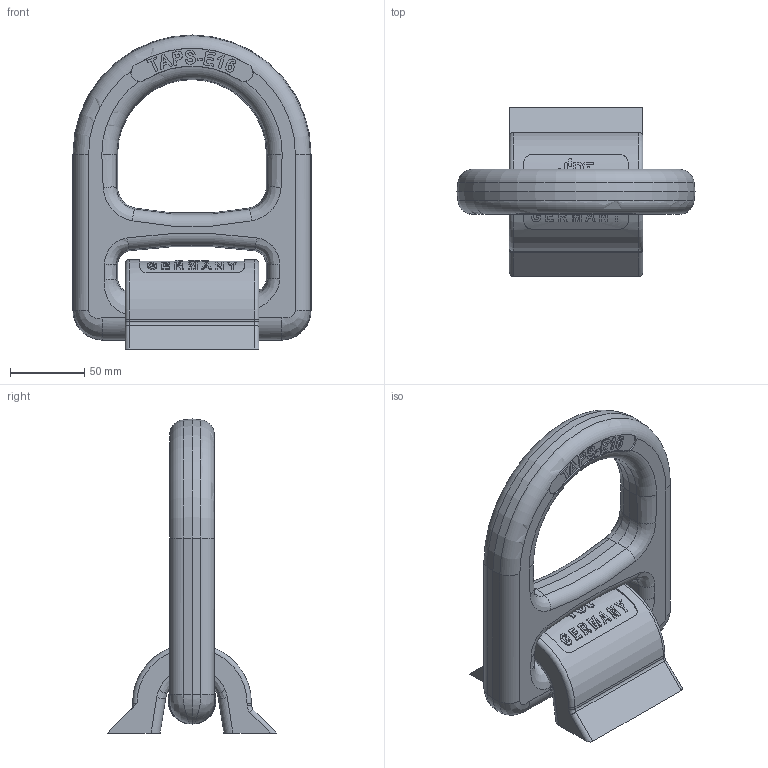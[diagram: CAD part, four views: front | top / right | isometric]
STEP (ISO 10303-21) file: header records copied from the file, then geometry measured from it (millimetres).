
FILE_DESCRIPTION(/* description */ (''),/* implementation_level */ '2;1');
FILE_NAME(/* name */ 'TAPS-E 16 0°.stp',/* time_stamp */ '2022-05-23T11:55:22+02:00',/* author */ (''),/* organization */ (''),/* preprocessor_version */ 'ST-DEVELOPER v16',/* originating_system */ 'SIEMENS PLM Software NX 11.0',/* authorisation */ '');
FILE_SCHEMA (('AUTOMOTIVE_DESIGN { 1 0 10303 214 3 1 1 1 }'));
Length unit declared in the file: millimetre
Products named in the file (1): CAD0056456_001
Bounding box: 160 x 113.94 x 211 mm (x, y, z)
Volume: 780828.7 mm3; surface area: 100766.3 mm2
Topology: 2 solids, 2 shells, 450 faces, 1146 edges, 728 vertices
Faces by surface type: plane 198, cylinder 78, extrusion 78, bspline 68, cone 16, torus 12
Entity records: 18679 total; most frequent: CARTESIAN_POINT 8796, ORIENTED_EDGE 2292, DIRECTION 1612, EDGE_CURVE 1146, VERTEX_POINT 728, AXIS2_PLACEMENT_3D 541, VECTOR 530, B_SPLINE_CURVE_WITH_KNOTS 510
